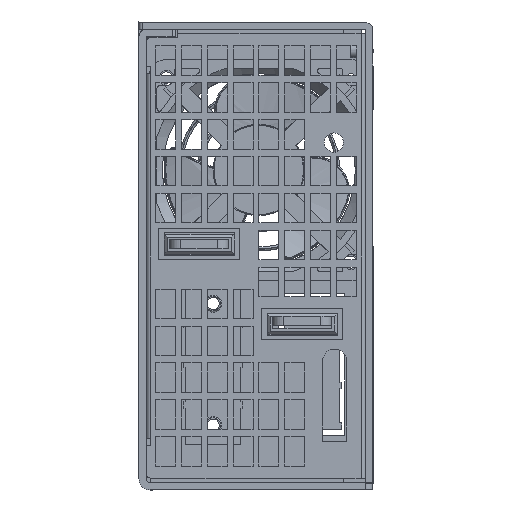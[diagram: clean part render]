
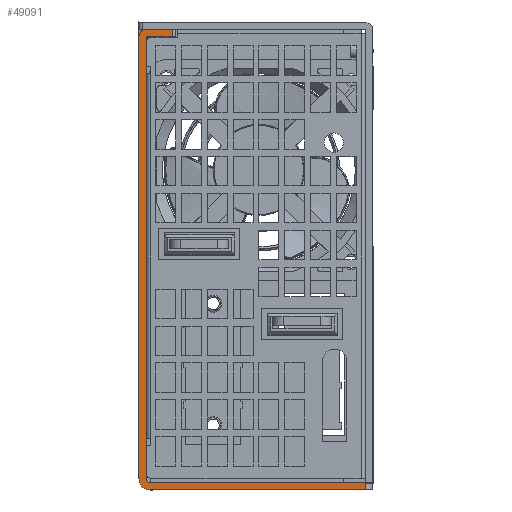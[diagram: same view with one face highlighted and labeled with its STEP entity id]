
A CAD part, left-side view. The second image highlights one B-rep face of the part: STEP entity #49091.
In plain terms, the highlighted face is planar.
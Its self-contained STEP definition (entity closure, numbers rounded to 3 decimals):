
#48505=CARTESIAN_POINT('',(-17.373,121.214,0.0));
#48506=VERTEX_POINT('',#48505);
#48513=CARTESIAN_POINT('',(41.127,121.214,0.0));
#48514=VERTEX_POINT('',#48513);
#48515=CARTESIAN_POINT('',(-17.373,121.214,0.0));
#48516=DIRECTION('',(1.0,0.0,0.0));
#48517=VECTOR('',#48516,58.5);
#48518=LINE('',#48515,#48517);
#48519=EDGE_CURVE('',#48506,#48514,#48518,.T.);
#48750=CARTESIAN_POINT('',(41.127,123.214,0.0));
#48751=VERTEX_POINT('',#48750);
#48761=CARTESIAN_POINT('',(41.127,121.214,0.0));
#48762=DIRECTION('',(0.0,1.0,0.0));
#48763=VECTOR('',#48762,2.);
#48764=LINE('',#48761,#48763);
#48765=EDGE_CURVE('',#48514,#48751,#48764,.T.);
#48778=CARTESIAN_POINT('',(-17.373,123.214,0.0));
#48779=VERTEX_POINT('',#48778);
#48780=CARTESIAN_POINT('',(41.127,123.214,0.0));
#48781=DIRECTION('',(-1.0,0.0,0.0));
#48782=VECTOR('',#48781,58.5);
#48783=LINE('',#48780,#48782);
#48784=EDGE_CURVE('',#48751,#48779,#48783,.T.);
#49016=CARTESIAN_POINT('',(-8.8,79.891,0.0));
#49017=DIRECTION('',(0.0,0.0,1.0));
#49018=DIRECTION('',(1.0,0.0,0.0));
#49019=AXIS2_PLACEMENT_3D('',#49016,#49017,#49018);
#49020=PLANE('',#49019);
#49021=ORIENTED_EDGE('',*,*,#48765,.F.);
#49022=ORIENTED_EDGE('',*,*,#48519,.F.);
#49023=CARTESIAN_POINT('',(-18.373,120.214,0.0));
#49024=VERTEX_POINT('',#49023);
#49025=CARTESIAN_POINT('',(-17.373,120.214,0.0));
#49026=DIRECTION('',(0.0,0.0,-1.0));
#49027=DIRECTION('',(-0.707,0.707,0.0));
#49028=AXIS2_PLACEMENT_3D('',#49025,#49026,#49027);
#49029=CIRCLE('',#49028,1.0);
#49030=EDGE_CURVE('',#49024,#48506,#49029,.T.);
#49031=ORIENTED_EDGE('',*,*,#49030,.F.);
#49032=CARTESIAN_POINT('',(-18.373,0.214,0.));
#49033=VERTEX_POINT('',#49032);
#49034=CARTESIAN_POINT('',(-18.373,0.214,0.0));
#49035=DIRECTION('',(0.0,1.0,0.0));
#49036=VECTOR('',#49035,120.);
#49037=LINE('',#49034,#49036);
#49038=EDGE_CURVE('',#49033,#49024,#49037,.T.);
#49039=ORIENTED_EDGE('',*,*,#49038,.F.);
#49040=CARTESIAN_POINT('',(-11.373,0.214,0.));
#49041=VERTEX_POINT('',#49040);
#49042=CARTESIAN_POINT('',(-18.373,0.214,0.));
#49043=DIRECTION('',(1.0,0.0,0.0));
#49044=VECTOR('',#49043,7.);
#49045=LINE('',#49042,#49044);
#49046=EDGE_CURVE('',#49033,#49041,#49045,.T.);
#49047=ORIENTED_EDGE('',*,*,#49046,.T.);
#49048=CARTESIAN_POINT('',(-11.373,-1.786,0.));
#49049=VERTEX_POINT('',#49048);
#49050=CARTESIAN_POINT('',(-11.373,-1.786,0.));
#49051=DIRECTION('',(0.0,1.0,0.0));
#49052=VECTOR('',#49051,2.);
#49053=LINE('',#49050,#49052);
#49054=EDGE_CURVE('',#49049,#49041,#49053,.T.);
#49055=ORIENTED_EDGE('',*,*,#49054,.F.);
#49056=CARTESIAN_POINT('',(-18.373,-1.786,0.0));
#49057=VERTEX_POINT('',#49056);
#49058=CARTESIAN_POINT('',(-11.373,-1.786,0.0));
#49059=DIRECTION('',(-1.0,0.0,0.0));
#49060=VECTOR('',#49059,7.);
#49061=LINE('',#49058,#49060);
#49062=EDGE_CURVE('',#49049,#49057,#49061,.T.);
#49063=ORIENTED_EDGE('',*,*,#49062,.T.);
#49064=CARTESIAN_POINT('',(-20.373,0.214,0.0));
#49065=VERTEX_POINT('',#49064);
#49066=CARTESIAN_POINT('',(-18.373,0.214,0.0));
#49067=DIRECTION('',(0.0,0.0,1.));
#49068=DIRECTION('',(-0.707,-0.707,0.0));
#49069=AXIS2_PLACEMENT_3D('',#49066,#49067,#49068);
#49070=CIRCLE('',#49069,2.);
#49071=EDGE_CURVE('',#49065,#49057,#49070,.T.);
#49072=ORIENTED_EDGE('',*,*,#49071,.F.);
#49073=CARTESIAN_POINT('',(-20.373,120.214,0.0));
#49074=VERTEX_POINT('',#49073);
#49075=CARTESIAN_POINT('',(-20.373,120.214,0.0));
#49076=DIRECTION('',(0.0,-1.0,0.0));
#49077=VECTOR('',#49076,120.);
#49078=LINE('',#49075,#49077);
#49079=EDGE_CURVE('',#49074,#49065,#49078,.T.);
#49080=ORIENTED_EDGE('',*,*,#49079,.F.);
#49081=CARTESIAN_POINT('',(-17.373,120.214,0.0));
#49082=DIRECTION('',(0.0,0.0,1.0));
#49083=DIRECTION('',(-0.707,0.707,0.0));
#49084=AXIS2_PLACEMENT_3D('',#49081,#49082,#49083);
#49085=CIRCLE('',#49084,3.);
#49086=EDGE_CURVE('',#48779,#49074,#49085,.T.);
#49087=ORIENTED_EDGE('',*,*,#49086,.F.);
#49088=ORIENTED_EDGE('',*,*,#48784,.F.);
#49089=EDGE_LOOP('',(#49021,#49022,#49031,#49039,#49047,#49055,#49063,#49072,#49080,#49087,#49088));
#49090=FACE_OUTER_BOUND('',#49089,.T.);
#49091=ADVANCED_FACE('',(#49090),#49020,.F.);
